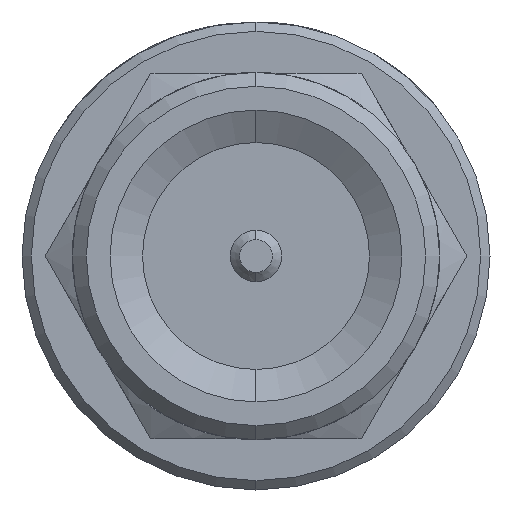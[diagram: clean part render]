
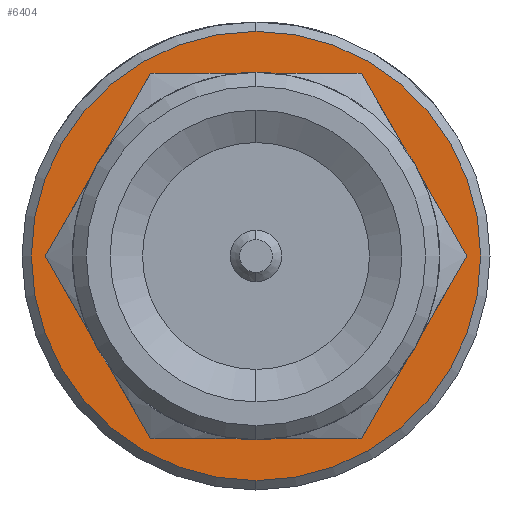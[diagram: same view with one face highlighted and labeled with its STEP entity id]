
A CAD part, left-side view. The second image highlights one B-rep face of the part: STEP entity #6404.
In plain terms, the highlighted planar face has unit normal (-1, 0, 0).
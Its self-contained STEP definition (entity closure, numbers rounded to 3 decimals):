
#470 = EDGE_LOOP ( 'NONE', ( #6365, #4509 ) ) ;
#496 = ORIENTED_EDGE ( 'NONE', *, *, #7617, .F. ) ;
#1386 = DIRECTION ( 'NONE',  ( 1., 0., 0. ) ) ;
#1891 = VERTEX_POINT ( 'NONE', #4680 ) ;
#2043 = CARTESIAN_POINT ( 'NONE',  ( 10.6, 0., -3.2 ) ) ;
#2193 = DIRECTION ( 'NONE',  ( -1., 0., 0. ) ) ;
#2444 = AXIS2_PLACEMENT_3D ( 'NONE', #6957, #2193, #7745 ) ;
#2603 = EDGE_CURVE ( 'NONE', #4693, #1891, #5656, .T. ) ;
#2852 = AXIS2_PLACEMENT_3D ( 'NONE', #6141, #1386, #6943 ) ;
#3744 = DIRECTION ( 'NONE',  ( -1., 0., 0. ) ) ;
#4509 = ORIENTED_EDGE ( 'NONE', *, *, #2603, .T. ) ;
#4551 = PLANE ( 'NONE',  #2852 ) ;
#4606 = DIRECTION ( 'NONE',  ( -1., 0., 0. ) ) ;
#4678 = CARTESIAN_POINT ( 'NONE',  ( 10.6, 0., 0. ) ) ;
#4680 = CARTESIAN_POINT ( 'NONE',  ( 10.6, 0., -4.8 ) ) ;
#4693 = VERTEX_POINT ( 'NONE', #5661 ) ;
#5474 = DIRECTION ( 'NONE',  ( 0., 0., 1. ) ) ;
#5639 = EDGE_CURVE ( 'NONE', #1891, #4693, #5864, .T. ) ;
#5656 = CIRCLE ( 'NONE', #6977, 4.8 ) ;
#5661 = CARTESIAN_POINT ( 'NONE',  ( 10.6, 0., 4.8 ) ) ;
#5731 = FACE_BOUND ( 'NONE', #7004, .T. ) ;
#5864 = CIRCLE ( 'NONE', #8418, 4.8 ) ;
#6027 = CIRCLE ( 'NONE', #8564, 3.2 ) ;
#6141 = CARTESIAN_POINT ( 'NONE',  ( 10.6, 4.8, 0. ) ) ;
#6298 = ORIENTED_EDGE ( 'NONE', *, *, #9711, .F. ) ;
#6365 = ORIENTED_EDGE ( 'NONE', *, *, #5639, .T. ) ;
#6404 = ADVANCED_FACE ( 'NONE', ( #5731, #9705 ), #4551, .F. ) ;
#6943 = DIRECTION ( 'NONE',  ( 0., 0., -1. ) ) ;
#6957 = CARTESIAN_POINT ( 'NONE',  ( 10.6, 0., 0. ) ) ;
#6977 = AXIS2_PLACEMENT_3D ( 'NONE', #8492, #3744, #9297 ) ;
#7004 = EDGE_LOOP ( 'NONE', ( #6298, #496 ) ) ;
#7403 = CIRCLE ( 'NONE', #2444, 3.2 ) ;
#7617 = EDGE_CURVE ( 'NONE', #9621, #8066, #7403, .T. ) ;
#7745 = DIRECTION ( 'NONE',  ( 0., 0., 1. ) ) ;
#8066 = VERTEX_POINT ( 'NONE', #9599 ) ;
#8418 = AXIS2_PLACEMENT_3D ( 'NONE', #9369, #4606, #10171 ) ;
#8492 = CARTESIAN_POINT ( 'NONE',  ( 10.6, 0., 0. ) ) ;
#8564 = AXIS2_PLACEMENT_3D ( 'NONE', #4678, #10245, #5474 ) ;
#9297 = DIRECTION ( 'NONE',  ( 0., 0., 1. ) ) ;
#9369 = CARTESIAN_POINT ( 'NONE',  ( 10.6, 0., 0. ) ) ;
#9599 = CARTESIAN_POINT ( 'NONE',  ( 10.6, 0., 3.2 ) ) ;
#9621 = VERTEX_POINT ( 'NONE', #2043 ) ;
#9705 = FACE_OUTER_BOUND ( 'NONE', #470, .T. ) ;
#9711 = EDGE_CURVE ( 'NONE', #8066, #9621, #6027, .T. ) ;
#10171 = DIRECTION ( 'NONE',  ( 0., 0., 1. ) ) ;
#10245 = DIRECTION ( 'NONE',  ( -1., 0., 0. ) ) ;
